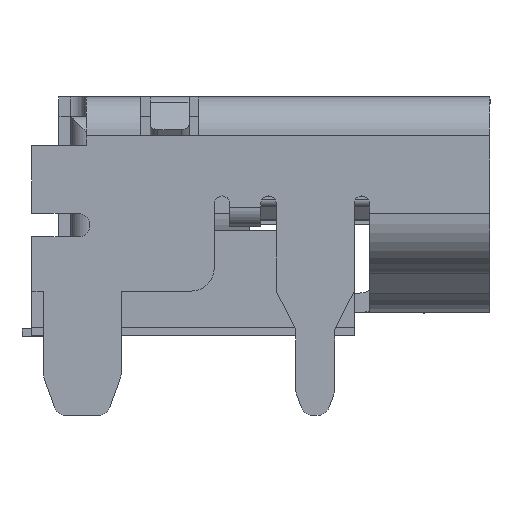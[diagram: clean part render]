
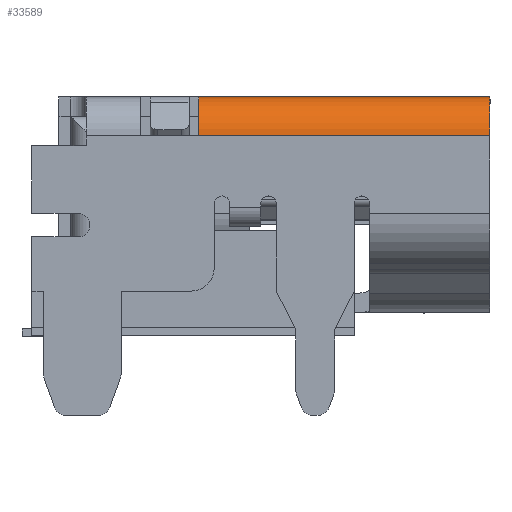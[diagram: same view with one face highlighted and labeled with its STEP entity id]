
A CAD part, left-side view. The second image highlights one B-rep face of the part: STEP entity #33589.
In plain terms, the highlighted cylindrical face has radius 1 mm (diameter 2 mm), a partial arc.
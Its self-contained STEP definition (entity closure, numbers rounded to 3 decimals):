
#302 = CARTESIAN_POINT ( 'NONE',  ( -6.5, -6.025, 2.775 ) ) ;
#1833 = AXIS2_PLACEMENT_3D ( 'NONE', #27988, #15062, #35554 ) ;
#2110 = EDGE_CURVE ( 'NONE', #8019, #41790, #13925, .T. ) ;
#2126 = AXIS2_PLACEMENT_3D ( 'NONE', #32663, #15920, #5315 ) ;
#3045 = CARTESIAN_POINT ( 'NONE',  ( -6.5, 1.475, 2.775 ) ) ;
#5315 = DIRECTION ( 'NONE',  ( 1., 0., 0. ) ) ;
#7337 = VECTOR ( 'NONE', #27878, 1000. ) ;
#8019 = VERTEX_POINT ( 'NONE', #22384 ) ;
#11565 = EDGE_CURVE ( 'NONE', #41790, #28219, #29325, .T. ) ;
#12716 = DIRECTION ( 'NONE',  ( -1., 0., 0. ) ) ;
#13925 = CIRCLE ( 'NONE', #1833, 1. ) ;
#15062 = DIRECTION ( 'NONE',  ( 0., 1., 0. ) ) ;
#15920 = DIRECTION ( 'NONE',  ( 0., -1., 0. ) ) ;
#16511 = ORIENTED_EDGE ( 'NONE', *, *, #11565, .F. ) ;
#18647 = AXIS2_PLACEMENT_3D ( 'NONE', #39203, #40746, #12716 ) ;
#19704 = FACE_OUTER_BOUND ( 'NONE', #25676, .T. ) ;
#19736 = CARTESIAN_POINT ( 'NONE',  ( -7.5, -6.025, 1.775 ) ) ;
#20802 = CIRCLE ( 'NONE', #18647, 1. ) ;
#22384 = CARTESIAN_POINT ( 'NONE',  ( -7.5, 1.475, 1.775 ) ) ;
#25676 = EDGE_LOOP ( 'NONE', ( #40345, #38459, #26334, #16511 ) ) ;
#25900 = VERTEX_POINT ( 'NONE', #19736 ) ;
#25983 = CARTESIAN_POINT ( 'NONE',  ( -6.5, 5.775, 2.775 ) ) ;
#26334 = ORIENTED_EDGE ( 'NONE', *, *, #35243, .F. ) ;
#27878 = DIRECTION ( 'NONE',  ( 0., -1., 0. ) ) ;
#27988 = CARTESIAN_POINT ( 'NONE',  ( -6.5, 1.475, 1.775 ) ) ;
#28219 = VERTEX_POINT ( 'NONE', #302 ) ;
#29325 = LINE ( 'NONE', #25983, #43883 ) ;
#31658 = CARTESIAN_POINT ( 'NONE',  ( -7.5, 5.775, 1.775 ) ) ;
#32663 = CARTESIAN_POINT ( 'NONE',  ( -6.5, 5.775, 1.775 ) ) ;
#33589 = ADVANCED_FACE ( 'NONE', ( #19704 ), #42653, .T. ) ;
#35243 = EDGE_CURVE ( 'NONE', #28219, #25900, #20802, .T. ) ;
#35554 = DIRECTION ( 'NONE',  ( 1., 0., 0. ) ) ;
#37906 = LINE ( 'NONE', #31658, #7337 ) ;
#38459 = ORIENTED_EDGE ( 'NONE', *, *, #40162, .T. ) ;
#39203 = CARTESIAN_POINT ( 'NONE',  ( -6.5, -6.025, 1.775 ) ) ;
#39543 = DIRECTION ( 'NONE',  ( 0., -1., 0. ) ) ;
#40162 = EDGE_CURVE ( 'NONE', #8019, #25900, #37906, .T. ) ;
#40345 = ORIENTED_EDGE ( 'NONE', *, *, #2110, .F. ) ;
#40746 = DIRECTION ( 'NONE',  ( 0., -1., 0. ) ) ;
#41790 = VERTEX_POINT ( 'NONE', #3045 ) ;
#42653 = CYLINDRICAL_SURFACE ( 'NONE', #2126, 1. ) ;
#43883 = VECTOR ( 'NONE', #39543, 1000. ) ;
